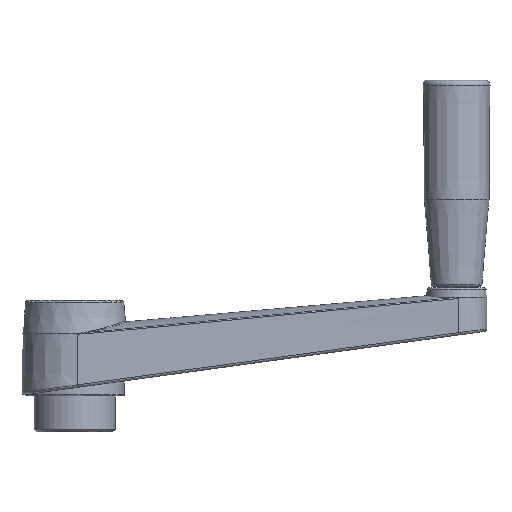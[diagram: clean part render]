
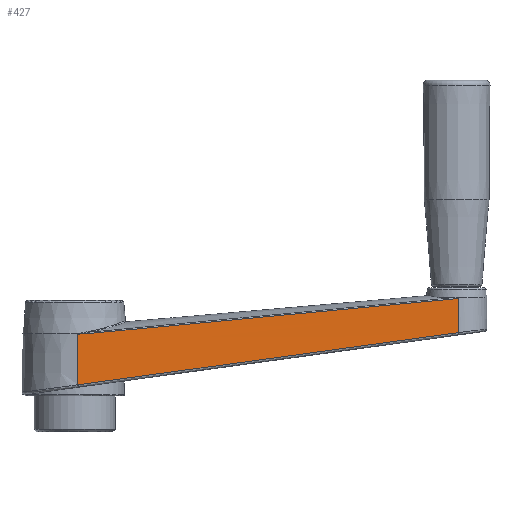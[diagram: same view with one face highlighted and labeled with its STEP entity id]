
A CAD part, front view. The second image highlights one B-rep face of the part: STEP entity #427.
In plain terms, the highlighted free-form (B-spline) face has degree [3, 3] with [4, 4] control points.
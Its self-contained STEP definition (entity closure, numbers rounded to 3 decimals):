
#427 = ADVANCED_FACE( '', ( #936 ), #937, .T. );
#936 = FACE_OUTER_BOUND( '', #2288, .T. );
#937 = B_SPLINE_SURFACE_WITH_KNOTS( '', 3, 3, ( ( #2289, #2290, #2291, #2292 ), ( #2293, #2294, #2295, #2296 ), ( #2297, #2298, #2299, #2300 ), ( #2301, #2302, #2303, #2304 ) ), .UNSPECIFIED., .F., .F., .F., ( 4, 4 ), ( 4, 4 ), ( 0., 1. ), ( 0., 1. ), .UNSPECIFIED. );
#2288 = EDGE_LOOP( '', ( #3833, #3834, #3835, #3836, #3837, #3838 ) );
#2289 = CARTESIAN_POINT( '', ( 1.314, -21.75, 26.1 ) );
#2290 = CARTESIAN_POINT( '', ( 54.46, -18.717, 31.137 ) );
#2291 = CARTESIAN_POINT( '', ( 107.605, -15.683, 36.173 ) );
#2292 = CARTESIAN_POINT( '', ( 160.751, -12.65, 41.21 ) );
#2293 = CARTESIAN_POINT( '', ( 1.314, -21.863, 18.617 ) );
#2294 = CARTESIAN_POINT( '', ( 54.46, -18.792, 24.408 ) );
#2295 = CARTESIAN_POINT( '', ( 107.605, -15.721, 30.199 ) );
#2296 = CARTESIAN_POINT( '', ( 160.751, -12.65, 35.991 ) );
#2297 = CARTESIAN_POINT( '', ( 1.314, -21.977, 11.133 ) );
#2298 = CARTESIAN_POINT( '', ( 54.46, -18.868, 17.679 ) );
#2299 = CARTESIAN_POINT( '', ( 107.605, -15.759, 24.225 ) );
#2300 = CARTESIAN_POINT( '', ( 160.751, -12.65, 30.771 ) );
#2301 = CARTESIAN_POINT( '', ( 1.314, -22.09, 3.65 ) );
#2302 = CARTESIAN_POINT( '', ( 54.46, -18.943, 10.951 ) );
#2303 = CARTESIAN_POINT( '', ( 107.605, -15.797, 18.251 ) );
#2304 = CARTESIAN_POINT( '', ( 160.751, -12.65, 25.552 ) );
#3833 = ORIENTED_EDGE( '', *, *, #4572, .F. );
#3834 = ORIENTED_EDGE( '', *, *, #4682, .T. );
#3835 = ORIENTED_EDGE( '', *, *, #4672, .T. );
#3836 = ORIENTED_EDGE( '', *, *, #4658, .T. );
#3837 = ORIENTED_EDGE( '', *, *, #4345, .T. );
#3838 = ORIENTED_EDGE( '', *, *, #4459, .T. );
#4345 = EDGE_CURVE( '', #4957, #4955, #4958, .T. );
#4459 = EDGE_CURVE( '', #4955, #5135, #5137, .T. );
#4572 = EDGE_CURVE( '', #5308, #5135, #5310, .T. );
#4658 = EDGE_CURVE( '', #5425, #4957, #5426, .F. );
#4672 = EDGE_CURVE( '', #5442, #5425, #5445, .T. );
#4682 = EDGE_CURVE( '', #5308, #5442, #5457, .T. );
#4955 = VERTEX_POINT( '', #6191 );
#4957 = VERTEX_POINT( '', #6241 );
#4958 = B_SPLINE_CURVE_WITH_KNOTS( '', 3, ( #6242, #6243, #6244, #6245 ), .UNSPECIFIED., .F., .F., ( 4, 4 ), ( 0., 0. ), .UNSPECIFIED. );
#5135 = VERTEX_POINT( '', #6716 );
#5137 = B_SPLINE_CURVE_WITH_KNOTS( '', 3, ( #6721, #6722, #6723, #6724, #6725, #6726, #6727 ), .UNSPECIFIED., .F., .F., ( 4, 2, 1, 4 ), ( 0., 0.081, 0.121, 0.161 ), .UNSPECIFIED. );
#5308 = VERTEX_POINT( '', #7120 );
#5310 = LINE( '', #7126, #7127 );
#5425 = VERTEX_POINT( '', #7287 );
#5426 = LINE( '', #7288, #7289 );
#5442 = VERTEX_POINT( '', #7359 );
#5445 = B_SPLINE_CURVE_WITH_KNOTS( '', 3, ( #7379, #7380, #7381, #7382, #7383, #7384, #7385, #7386, #7387, #7388, #7389, #7390, #7391, #7392, #7393, #7394, #7395, #7396, #7397, #7398, #7399, #7400, #7401 ), .UNSPECIFIED., .F., .F., ( 4, 2, 1, 2, 2, 2, 2, 2, 2, 1, 1, 2, 4 ), ( 0., 0., 0., 0.001, 0.001, 0.002, 0.002, 0.003, 0.003, 0.003, 0.003, 0.003, 0.003 ), .UNSPECIFIED. );
#5457 = B_SPLINE_CURVE_WITH_KNOTS( '', 3, ( #7418, #7419, #7420, #7421, #7422, #7423 ), .UNSPECIFIED., .F., .F., ( 4, 2, 4 ), ( 0., 0.078, 0.157 ), .UNSPECIFIED. );
#6191 = CARTESIAN_POINT( '', ( 1.323, -22.074, 4.668 ) );
#6241 = CARTESIAN_POINT( '', ( 1.314, -22.072, 4.797 ) );
#6242 = CARTESIAN_POINT( '', ( 1.314, -22.072, 4.797 ) );
#6243 = CARTESIAN_POINT( '', ( 1.314, -22.073, 4.754 ) );
#6244 = CARTESIAN_POINT( '', ( 1.317, -22.074, 4.711 ) );
#6245 = CARTESIAN_POINT( '', ( 1.323, -22.074, 4.668 ) );
#6716 = CARTESIAN_POINT( '', ( 160.751, -12.65, 26.553 ) );
#6721 = CARTESIAN_POINT( '', ( 1.323, -22.074, 4.668 ) );
#6722 = CARTESIAN_POINT( '', ( 27.894, -20.502, 8.316 ) );
#6723 = CARTESIAN_POINT( '', ( 54.465, -18.931, 11.964 ) );
#6724 = CARTESIAN_POINT( '', ( 94.322, -16.575, 17.436 ) );
#6725 = CARTESIAN_POINT( '', ( 120.893, -15.005, 21.083 ) );
#6726 = CARTESIAN_POINT( '', ( 147.465, -13.435, 24.73 ) );
#6727 = CARTESIAN_POINT( '', ( 160.751, -12.65, 26.553 ) );
#7120 = CARTESIAN_POINT( '', ( 160.751, -12.65, 40.836 ) );
#7126 = CARTESIAN_POINT( '', ( 160.751, -12.65, 41.21 ) );
#7127 = VECTOR( '', #7928, 1000. );
#7287 = CARTESIAN_POINT( '', ( 1.314, -21.753, 25.915 ) );
#7288 = CARTESIAN_POINT( '', ( 1.314, -22.09, 3.65 ) );
#7289 = VECTOR( '', #8013, 1000. );
#7359 = CARTESIAN_POINT( '', ( 4.74, -21.56, 26.054 ) );
#7379 = CARTESIAN_POINT( '', ( 4.74, -21.56, 26.054 ) );
#7380 = CARTESIAN_POINT( '', ( 4.669, -21.564, 26.048 ) );
#7381 = CARTESIAN_POINT( '', ( 4.598, -21.568, 26.041 ) );
#7382 = CARTESIAN_POINT( '', ( 4.455, -21.576, 26.03 ) );
#7383 = CARTESIAN_POINT( '', ( 4.242, -21.588, 26.014 ) );
#7384 = CARTESIAN_POINT( '', ( 4.028, -21.6, 26.001 ) );
#7385 = CARTESIAN_POINT( '', ( 3.742, -21.617, 25.988 ) );
#7386 = CARTESIAN_POINT( '', ( 3.6, -21.625, 25.982 ) );
#7387 = CARTESIAN_POINT( '', ( 3.314, -21.641, 25.973 ) );
#7388 = CARTESIAN_POINT( '', ( 3.171, -21.649, 25.969 ) );
#7389 = CARTESIAN_POINT( '', ( 2.885, -21.665, 25.963 ) );
#7390 = CARTESIAN_POINT( '', ( 2.742, -21.673, 25.96 ) );
#7391 = CARTESIAN_POINT( '', ( 2.457, -21.689, 25.956 ) );
#7392 = CARTESIAN_POINT( '', ( 2.314, -21.697, 25.953 ) );
#7393 = CARTESIAN_POINT( '', ( 2.028, -21.713, 25.947 ) );
#7394 = CARTESIAN_POINT( '', ( 1.885, -21.721, 25.943 ) );
#7395 = CARTESIAN_POINT( '', ( 1.671, -21.733, 25.935 ) );
#7396 = CARTESIAN_POINT( '', ( 1.564, -21.739, 25.93 ) );
#7397 = CARTESIAN_POINT( '', ( 1.439, -21.746, 25.923 ) );
#7398 = CARTESIAN_POINT( '', ( 1.386, -21.749, 25.92 ) );
#7399 = CARTESIAN_POINT( '', ( 1.35, -21.751, 25.917 ) );
#7400 = CARTESIAN_POINT( '', ( 1.332, -21.752, 25.916 ) );
#7401 = CARTESIAN_POINT( '', ( 1.314, -21.753, 25.915 ) );
#7418 = CARTESIAN_POINT( '', ( 160.751, -12.65, 40.836 ) );
#7419 = CARTESIAN_POINT( '', ( 134.749, -14.135, 38.373 ) );
#7420 = CARTESIAN_POINT( '', ( 108.747, -15.621, 35.909 ) );
#7421 = CARTESIAN_POINT( '', ( 56.744, -18.59, 30.982 ) );
#7422 = CARTESIAN_POINT( '', ( 30.742, -20.075, 28.518 ) );
#7423 = CARTESIAN_POINT( '', ( 4.74, -21.56, 26.054 ) );
#7928 = DIRECTION( '', ( 0., 0., -1. ) );
#8013 = DIRECTION( '', ( 0., 0.015, 1. ) );
